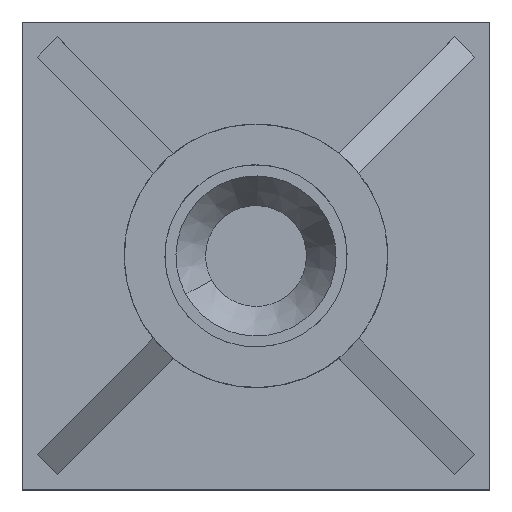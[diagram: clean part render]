
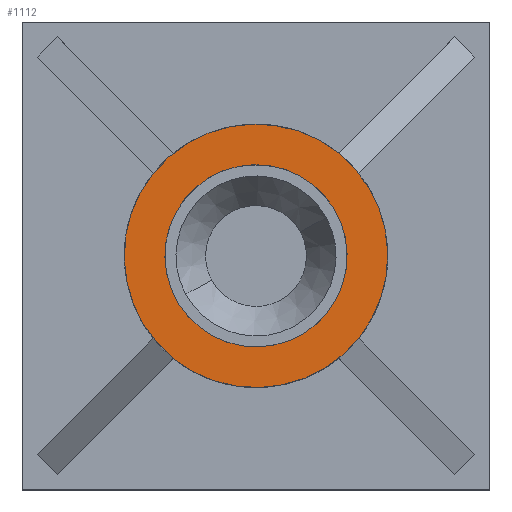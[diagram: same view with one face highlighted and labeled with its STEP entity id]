
A CAD part, top view. The second image highlights one B-rep face of the part: STEP entity #1112.
In plain terms, the highlighted planar face has unit normal (0, 0, 1).
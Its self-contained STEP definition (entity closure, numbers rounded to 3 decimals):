
#454=AXIS2_PLACEMENT_3D('Circle Axis2P3D',#452,#453,$) ;
#716=AXIS2_PLACEMENT_3D('Circle Axis2P3D',#714,#715,$) ;
#822=AXIS2_PLACEMENT_3D('Circle Axis2P3D',#820,#821,$) ;
#961=AXIS2_PLACEMENT_3D('Circle Axis2P3D',#959,#960,$) ;
#1102=AXIS2_PLACEMENT_3D('Plane Axis2P3D',#1099,#1100,#1101) ;
#449=CARTESIAN_POINT('Vertex',(14.195,6.935,6.5)) ;
#452=CARTESIAN_POINT('Axis2P3D Location',(9.5,9.5,6.5)) ;
#456=CARTESIAN_POINT('Vertex',(4.805,12.065,6.5)) ;
#714=CARTESIAN_POINT('Axis2P3D Location',(9.5,9.5,6.5)) ;
#820=CARTESIAN_POINT('Axis2P3D Location',(9.5,9.5,6.5)) ;
#824=CARTESIAN_POINT('Vertex',(6.253,11.274,6.5)) ;
#826=CARTESIAN_POINT('Vertex',(12.747,7.726,6.5)) ;
#959=CARTESIAN_POINT('Axis2P3D Location',(9.5,9.5,6.5)) ;
#1099=CARTESIAN_POINT('Axis2P3D Location',(5.8,9.5,6.5)) ;
#453=DIRECTION('Axis2P3D Direction',(0.,0.,-1.)) ;
#715=DIRECTION('Axis2P3D Direction',(0.,0.,-1.)) ;
#821=DIRECTION('Axis2P3D Direction',(0.,0.,-1.)) ;
#960=DIRECTION('Axis2P3D Direction',(0.,0.,-1.)) ;
#1100=DIRECTION('Axis2P3D Direction',(0.,0.,-1.)) ;
#1101=DIRECTION('Axis2P3D XDirection',(1.,0.,0.)) ;
#1105=ORIENTED_EDGE('',*,*,#718,.F.) ;
#1106=ORIENTED_EDGE('',*,*,#458,.F.) ;
#1109=ORIENTED_EDGE('',*,*,#828,.T.) ;
#1110=ORIENTED_EDGE('',*,*,#963,.T.) ;
#1111=FACE_BOUND('',#1108,.T.) ;
#1112=ADVANCED_FACE('S3D - positionert',(#1107,#1111),#1103,.F.) ;
#455=CIRCLE('generated circle',#454,5.35) ;
#717=CIRCLE('generated circle',#716,5.35) ;
#823=CIRCLE('generated circle',#822,3.7) ;
#962=CIRCLE('generated circle',#961,3.7) ;
#458=EDGE_CURVE('',#450,#457,#455,.T.) ;
#718=EDGE_CURVE('',#457,#450,#717,.T.) ;
#828=EDGE_CURVE('',#825,#827,#823,.T.) ;
#963=EDGE_CURVE('',#827,#825,#962,.T.) ;
#1104=EDGE_LOOP('',(#1105,#1106)) ;
#1108=EDGE_LOOP('',(#1109,#1110)) ;
#1107=FACE_OUTER_BOUND('',#1104,.T.) ;
#1103=PLANE('',#1102) ;
#450=VERTEX_POINT('',#449) ;
#457=VERTEX_POINT('',#456) ;
#825=VERTEX_POINT('',#824) ;
#827=VERTEX_POINT('',#826) ;
